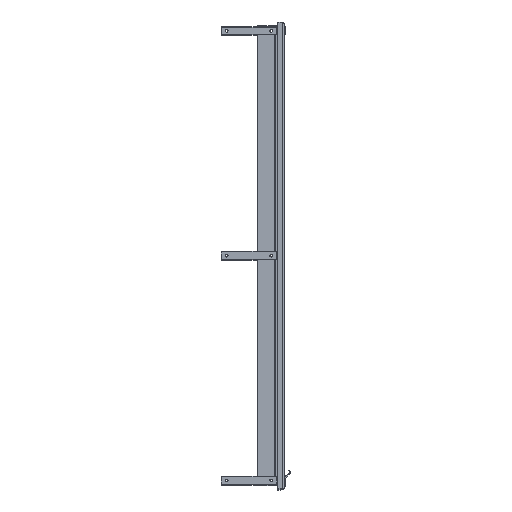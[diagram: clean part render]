
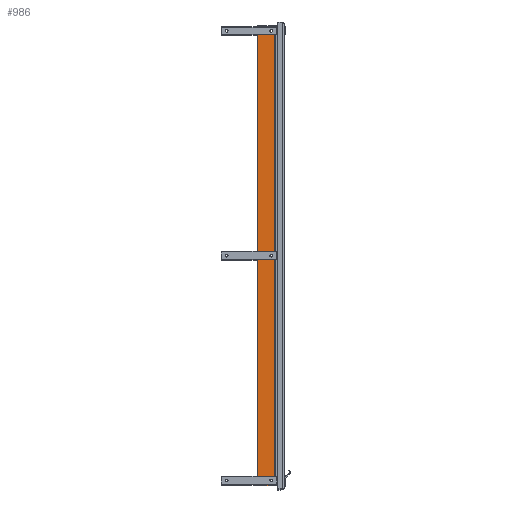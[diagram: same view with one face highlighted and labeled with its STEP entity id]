
A CAD part, top view. The second image highlights one B-rep face of the part: STEP entity #986.
In plain terms, the highlighted face is planar.
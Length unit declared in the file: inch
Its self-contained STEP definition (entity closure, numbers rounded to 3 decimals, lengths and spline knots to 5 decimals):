
#889 = DIRECTION ( 'NONE',  ( 0., 0., 1. ) ) ;
#900 = ORIENTED_EDGE ( 'NONE', *, *, #25366, .T. ) ;
#909 = ORIENTED_EDGE ( 'NONE', *, *, #33344, .T. ) ;
#986 = ADVANCED_FACE ( 'NONE', ( #49199, #6518, #14052, #26625 ), #40328, .T. ) ;
#1000 = DIRECTION ( 'NONE',  ( 0., -1., 0. ) ) ;
#1899 = CARTESIAN_POINT ( 'NONE',  ( -22.007, 1.248, 21.844 ) ) ;
#2617 = CIRCLE ( 'NONE', #7413, 0.156 ) ;
#3316 = EDGE_CURVE ( 'NONE', #45651, #37110, #44847, .T. ) ;
#3727 = CARTESIAN_POINT ( 'NONE',  ( -22.007, 2.592, 22.5 ) ) ;
#3855 = VECTOR ( 'NONE', #12592, 39.37008 ) ;
#5136 = VERTEX_POINT ( 'NONE', #32456 ) ;
#5321 = CARTESIAN_POINT ( 'NONE',  ( -22.007, 1.248, -21.844 ) ) ;
#5802 = CIRCLE ( 'NONE', #21366, 0.156 ) ;
#6267 = LINE ( 'NONE', #5321, #48264 ) ;
#6504 = VERTEX_POINT ( 'NONE', #46141 ) ;
#6518 = FACE_BOUND ( 'NONE', #26665, .T. ) ;
#6663 = CARTESIAN_POINT ( 'NONE',  ( -22.007, 1.248, -0.156 ) ) ;
#6754 = EDGE_CURVE ( 'NONE', #5136, #6504, #44591, .T. ) ;
#7035 = EDGE_CURVE ( 'NONE', #29605, #19623, #6267, .T. ) ;
#7245 = DIRECTION ( 'NONE',  ( 0., 0., 1. ) ) ;
#7270 = ORIENTED_EDGE ( 'NONE', *, *, #34253, .F. ) ;
#7413 = AXIS2_PLACEMENT_3D ( 'NONE', #49801, #17560, #21400 ) ;
#7638 = ORIENTED_EDGE ( 'NONE', *, *, #32102, .T. ) ;
#8174 = CARTESIAN_POINT ( 'NONE',  ( -22.007, 1.248, -21.844 ) ) ;
#10426 = EDGE_CURVE ( 'NONE', #37110, #29605, #30799, .T. ) ;
#10600 = VERTEX_POINT ( 'NONE', #1899 ) ;
#11024 = VERTEX_POINT ( 'NONE', #3727 ) ;
#11531 = ORIENTED_EDGE ( 'NONE', *, *, #37424, .T. ) ;
#11753 = CIRCLE ( 'NONE', #30338, 0.156 ) ;
#11962 = LINE ( 'NONE', #40850, #3855 ) ;
#12299 = ORIENTED_EDGE ( 'NONE', *, *, #7035, .T. ) ;
#12405 = DIRECTION ( 'NONE',  ( -1., 0., 0. ) ) ;
#12463 = EDGE_CURVE ( 'NONE', #31899, #45468, #41743, .T. ) ;
#12592 = DIRECTION ( 'NONE',  ( 0., 1., 0. ) ) ;
#12875 = VECTOR ( 'NONE', #37342, 39.37008 ) ;
#12939 = AXIS2_PLACEMENT_3D ( 'NONE', #24860, #24496, #889 ) ;
#13152 = DIRECTION ( 'NONE',  ( 0., 0., -1. ) ) ;
#13701 = EDGE_CURVE ( 'NONE', #10600, #31899, #29028, .T. ) ;
#14052 = FACE_BOUND ( 'NONE', #25281, .T. ) ;
#14171 = DIRECTION ( 'NONE',  ( 0., 0., 1. ) ) ;
#14193 = ORIENTED_EDGE ( 'NONE', *, *, #34857, .T. ) ;
#14349 = ORIENTED_EDGE ( 'NONE', *, *, #12463, .T. ) ;
#14808 = ORIENTED_EDGE ( 'NONE', *, *, #3316, .T. ) ;
#16105 = ORIENTED_EDGE ( 'NONE', *, *, #36197, .T. ) ;
#16728 = VERTEX_POINT ( 'NONE', #32727 ) ;
#17554 = CARTESIAN_POINT ( 'NONE',  ( -22.007, 2.186, 0. ) ) ;
#17560 = DIRECTION ( 'NONE',  ( 1., 0., 0. ) ) ;
#17638 = CARTESIAN_POINT ( 'NONE',  ( -22.007, 1.248, 22. ) ) ;
#17749 = DIRECTION ( 'NONE',  ( 0., -1., 0. ) ) ;
#18817 = VERTEX_POINT ( 'NONE', #6663 ) ;
#19623 = VERTEX_POINT ( 'NONE', #8174 ) ;
#20318 = CARTESIAN_POINT ( 'NONE',  ( -22.007, 2.592, -22.5 ) ) ;
#20786 = VECTOR ( 'NONE', #7245, 39.37008 ) ;
#20905 = CARTESIAN_POINT ( 'NONE',  ( -22.007, 1.248, 22.156 ) ) ;
#21294 = CARTESIAN_POINT ( 'NONE',  ( -22.007, 0.484, -22.5 ) ) ;
#21366 = AXIS2_PLACEMENT_3D ( 'NONE', #17554, #21564, #14171 ) ;
#21369 = DIRECTION ( 'NONE',  ( 0., 0., 1. ) ) ;
#21400 = DIRECTION ( 'NONE',  ( 0., 0., 1. ) ) ;
#21564 = DIRECTION ( 'NONE',  ( 1., 0., 0. ) ) ;
#21688 = CARTESIAN_POINT ( 'NONE',  ( -22.007, 2.186, -21.844 ) ) ;
#22357 = DIRECTION ( 'NONE',  ( 0., 0., 1. ) ) ;
#23036 = ORIENTED_EDGE ( 'NONE', *, *, #6754, .T. ) ;
#23363 = EDGE_LOOP ( 'NONE', ( #7270, #23036, #36850, #14193 ) ) ;
#24429 = CARTESIAN_POINT ( 'NONE',  ( -22.007, 2.592, -22.5 ) ) ;
#24496 = DIRECTION ( 'NONE',  ( 1., 0., 0. ) ) ;
#24860 = CARTESIAN_POINT ( 'NONE',  ( -22.007, 2.186, -22. ) ) ;
#25281 = EDGE_LOOP ( 'NONE', ( #31304, #11531, #29463, #14349 ) ) ;
#25366 = EDGE_CURVE ( 'NONE', #39834, #18817, #33801, .T. ) ;
#25483 = ORIENTED_EDGE ( 'NONE', *, *, #49596, .T. ) ;
#26625 = FACE_BOUND ( 'NONE', #45068, .T. ) ;
#26665 = EDGE_LOOP ( 'NONE', ( #28181, #12299, #16105, #14808 ) ) ;
#26980 = LINE ( 'NONE', #21294, #45704 ) ;
#27160 = LINE ( 'NONE', #46836, #34663 ) ;
#28181 = ORIENTED_EDGE ( 'NONE', *, *, #10426, .T. ) ;
#28382 = AXIS2_PLACEMENT_3D ( 'NONE', #33499, #41546, #21369 ) ;
#29028 = LINE ( 'NONE', #51397, #41574 ) ;
#29276 = VERTEX_POINT ( 'NONE', #39459 ) ;
#29463 = ORIENTED_EDGE ( 'NONE', *, *, #13701, .T. ) ;
#29605 = VERTEX_POINT ( 'NONE', #21688 ) ;
#30338 = AXIS2_PLACEMENT_3D ( 'NONE', #17638, #34989, #42863 ) ;
#30799 = CIRCLE ( 'NONE', #12939, 0.156 ) ;
#31304 = ORIENTED_EDGE ( 'NONE', *, *, #45637, .T. ) ;
#31587 = EDGE_CURVE ( 'NONE', #6504, #11024, #51664, .T. ) ;
#31899 = VERTEX_POINT ( 'NONE', #50851 ) ;
#32102 = EDGE_CURVE ( 'NONE', #18817, #16728, #11962, .T. ) ;
#32456 = CARTESIAN_POINT ( 'NONE',  ( -22.007, 0.95, -22.5 ) ) ;
#32475 = VECTOR ( 'NONE', #1000, 39.37008 ) ;
#32727 = CARTESIAN_POINT ( 'NONE',  ( -22.007, 2.186, -0.156 ) ) ;
#33246 = DIRECTION ( 'NONE',  ( 0., 1., 0. ) ) ;
#33344 = EDGE_CURVE ( 'NONE', #16728, #29276, #5802, .T. ) ;
#33499 = CARTESIAN_POINT ( 'NONE',  ( -22.007, 1.248, 0. ) ) ;
#33801 = CIRCLE ( 'NONE', #28382, 0.156 ) ;
#34253 = EDGE_CURVE ( 'NONE', #5136, #36756, #26980, .T. ) ;
#34663 = VECTOR ( 'NONE', #35137, 39.37008 ) ;
#34729 = CARTESIAN_POINT ( 'NONE',  ( -22.007, 2.592, 22.5 ) ) ;
#34857 = EDGE_CURVE ( 'NONE', #11024, #36756, #45613, .T. ) ;
#34989 = DIRECTION ( 'NONE',  ( 1., 0., 0. ) ) ;
#35008 = VECTOR ( 'NONE', #13152, 39.37008 ) ;
#35137 = DIRECTION ( 'NONE',  ( 0., -1., 0. ) ) ;
#35926 = CARTESIAN_POINT ( 'NONE',  ( -22.007, 2.186, -22.156 ) ) ;
#36197 = EDGE_CURVE ( 'NONE', #19623, #45651, #2617, .T. ) ;
#36756 = VERTEX_POINT ( 'NONE', #24429 ) ;
#36850 = ORIENTED_EDGE ( 'NONE', *, *, #31587, .T. ) ;
#36964 = CARTESIAN_POINT ( 'NONE',  ( -22.007, 2.186, 22.156 ) ) ;
#37110 = VERTEX_POINT ( 'NONE', #35926 ) ;
#37342 = DIRECTION ( 'NONE',  ( 0., 1., 0. ) ) ;
#37424 = EDGE_CURVE ( 'NONE', #49823, #10600, #11753, .T. ) ;
#38365 = DIRECTION ( 'NONE',  ( 1., 0., 0. ) ) ;
#39459 = CARTESIAN_POINT ( 'NONE',  ( -22.007, 2.186, 0.156 ) ) ;
#39834 = VERTEX_POINT ( 'NONE', #41825 ) ;
#40328 = PLANE ( 'NONE',  #43492 ) ;
#40498 = DIRECTION ( 'NONE',  ( 0., 0., -1. ) ) ;
#40836 = CARTESIAN_POINT ( 'NONE',  ( -22.007, 2.186, -22.156 ) ) ;
#40850 = CARTESIAN_POINT ( 'NONE',  ( -22.007, 2.186, -0.156 ) ) ;
#41033 = VECTOR ( 'NONE', #47131, 39.37008 ) ;
#41546 = DIRECTION ( 'NONE',  ( 1., 0., 0. ) ) ;
#41574 = VECTOR ( 'NONE', #47160, 39.37008 ) ;
#41743 = CIRCLE ( 'NONE', #46162, 0.156 ) ;
#41825 = CARTESIAN_POINT ( 'NONE',  ( -22.007, 1.248, 0.156 ) ) ;
#42863 = DIRECTION ( 'NONE',  ( 0., 0., 1. ) ) ;
#43492 = AXIS2_PLACEMENT_3D ( 'NONE', #20318, #12405, #40498 ) ;
#44591 = LINE ( 'NONE', #47552, #20786 ) ;
#44847 = LINE ( 'NONE', #40836, #12875 ) ;
#45068 = EDGE_LOOP ( 'NONE', ( #900, #7638, #909, #25483 ) ) ;
#45119 = CARTESIAN_POINT ( 'NONE',  ( -22.007, 1.248, 22.156 ) ) ;
#45468 = VERTEX_POINT ( 'NONE', #36964 ) ;
#45613 = LINE ( 'NONE', #49105, #35008 ) ;
#45623 = CARTESIAN_POINT ( 'NONE',  ( -22.007, 1.248, -22.156 ) ) ;
#45637 = EDGE_CURVE ( 'NONE', #45468, #49823, #48199, .T. ) ;
#45651 = VERTEX_POINT ( 'NONE', #45623 ) ;
#45704 = VECTOR ( 'NONE', #33246, 39.37008 ) ;
#46141 = CARTESIAN_POINT ( 'NONE',  ( -22.007, 0.95, 22.5 ) ) ;
#46162 = AXIS2_PLACEMENT_3D ( 'NONE', #46345, #38365, #22357 ) ;
#46345 = CARTESIAN_POINT ( 'NONE',  ( -22.007, 2.186, 22. ) ) ;
#46836 = CARTESIAN_POINT ( 'NONE',  ( -22.007, 1.248, 0.156 ) ) ;
#47131 = DIRECTION ( 'NONE',  ( 0., 1., 0. ) ) ;
#47160 = DIRECTION ( 'NONE',  ( 0., 1., 0. ) ) ;
#47552 = CARTESIAN_POINT ( 'NONE',  ( -22.007, 0.95, -22.5 ) ) ;
#48199 = LINE ( 'NONE', #45119, #32475 ) ;
#48264 = VECTOR ( 'NONE', #17749, 39.37008 ) ;
#49105 = CARTESIAN_POINT ( 'NONE',  ( -22.007, 2.592, -22.5 ) ) ;
#49199 = FACE_OUTER_BOUND ( 'NONE', #23363, .T. ) ;
#49596 = EDGE_CURVE ( 'NONE', #29276, #39834, #27160, .T. ) ;
#49801 = CARTESIAN_POINT ( 'NONE',  ( -22.007, 1.248, -22. ) ) ;
#49823 = VERTEX_POINT ( 'NONE', #20905 ) ;
#50851 = CARTESIAN_POINT ( 'NONE',  ( -22.007, 2.186, 21.844 ) ) ;
#51397 = CARTESIAN_POINT ( 'NONE',  ( -22.007, 2.186, 21.844 ) ) ;
#51664 = LINE ( 'NONE', #34729, #41033 ) ;
